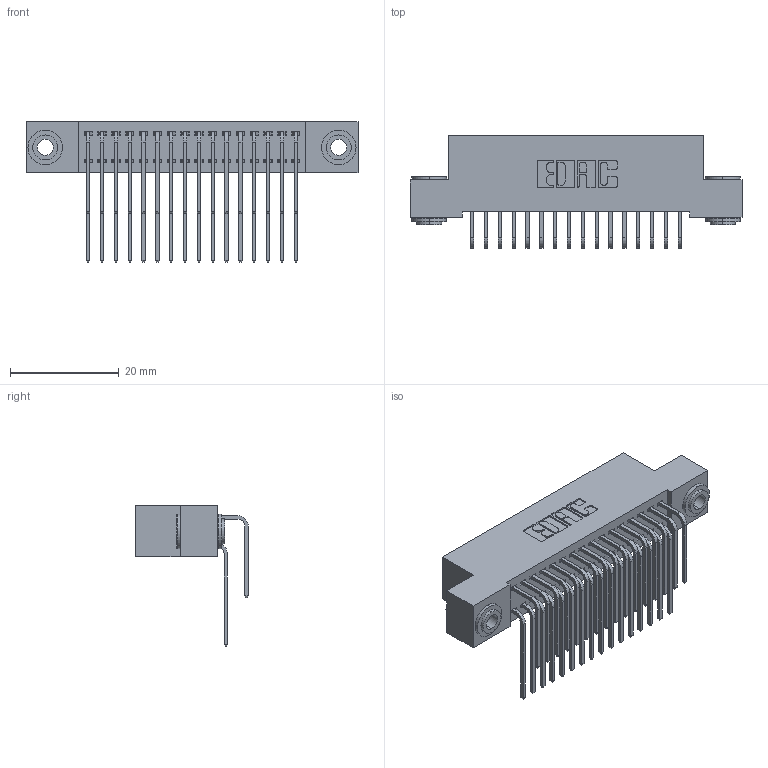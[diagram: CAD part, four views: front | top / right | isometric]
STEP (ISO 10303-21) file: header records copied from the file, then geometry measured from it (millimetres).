
FILE_DESCRIPTION (( 'STEP AP203' ), '1' );
FILE_NAME ('342-032-559-203.STEP', '2018-08-11T17:27:22', ( '' ), ( '' ), 'SwSTEP 2.0', 'SolidWorks 2016', '' );
FILE_SCHEMA (( 'CONFIG_CONTROL_DESIGN' ));
Length unit declared in the file: inch
Products named in the file (5): 345-292-001_559 Tail - 2; 342-250-002_345-250-002-102; 342-032-559-203; 342 Part_.156 TH; 345-292-001_558 559 Tail - 1
Assembly tree (35 placements, depth 2):
  342-032-559-203
    342 Part_.156 TH
    345-292-001_558 559 Tail - 1  x16
    345-292-001_559 Tail - 2  x16
    342-250-002_345-250-002-102  x2
Bounding box: 60.96 x 20.64 x 25.78 mm (x, y, z)
Volume: 5561.6 mm3; surface area: 9461.4 mm2
Topology: 35 solids, 35 shells, 1876 faces, 5527 edges, 3638 vertices
Faces by surface type: plane 1292, cylinder 576, cone 8
Entity records: 15958 total; most frequent: CARTESIAN_POINT 2700, ORIENTED_EDGE 2578, DIRECTION 2367, EDGE_CURVE 1289, LINE 1097, VECTOR 1097, VERTEX_POINT 854, AXIS2_PLACEMENT_3D 635
